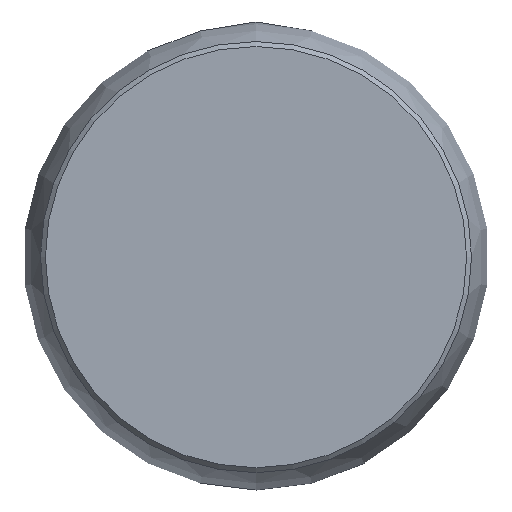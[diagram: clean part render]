
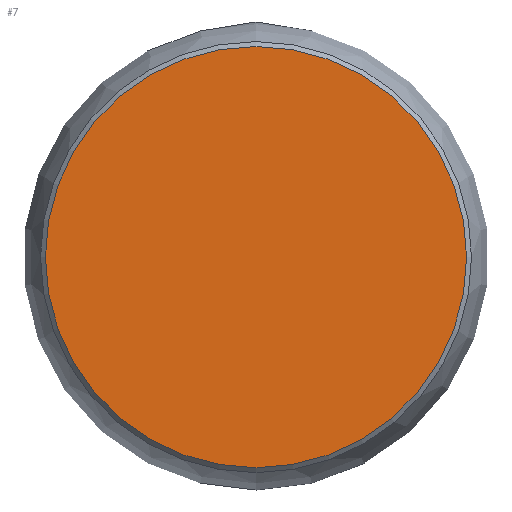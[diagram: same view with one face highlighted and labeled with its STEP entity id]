
A CAD part, left-side view. The second image highlights one B-rep face of the part: STEP entity #7.
In plain terms, the highlighted planar face has unit normal (-1, 0, 0).
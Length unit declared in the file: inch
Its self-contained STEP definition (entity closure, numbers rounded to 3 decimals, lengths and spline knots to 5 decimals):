
#7 = ADVANCED_FACE ( 'NONE', ( #245 ), #208, .F. ) ;
#10 = DIRECTION ( 'NONE',  ( -1., 0., 0. ) ) ;
#19 = CARTESIAN_POINT ( 'NONE',  ( 0., 0., 0. ) ) ;
#31 = CARTESIAN_POINT ( 'NONE',  ( 0., 0.02725, 0. ) ) ;
#54 = ORIENTED_EDGE ( 'NONE', *, *, #251, .T. ) ;
#95 = DIRECTION ( 'NONE',  ( 0., 0., 1. ) ) ;
#102 = CARTESIAN_POINT ( 'NONE',  ( 0., 0., 0.03225 ) ) ;
#125 = EDGE_LOOP ( 'NONE', ( #54 ) ) ;
#128 = DIRECTION ( 'NONE',  ( 0., 0., -1. ) ) ;
#141 = CIRCLE ( 'NONE', #198, 0.03225 ) ;
#142 = DIRECTION ( 'NONE',  ( 1., 0., 0. ) ) ;
#144 = VERTEX_POINT ( 'NONE', #102 ) ;
#195 = AXIS2_PLACEMENT_3D ( 'NONE', #31, #142, #128 ) ;
#198 = AXIS2_PLACEMENT_3D ( 'NONE', #19, #10, #95 ) ;
#208 = PLANE ( 'NONE',  #195 ) ;
#245 = FACE_OUTER_BOUND ( 'NONE', #125, .T. ) ;
#251 = EDGE_CURVE ( 'NONE', #144, #144, #141, .T. ) ;
